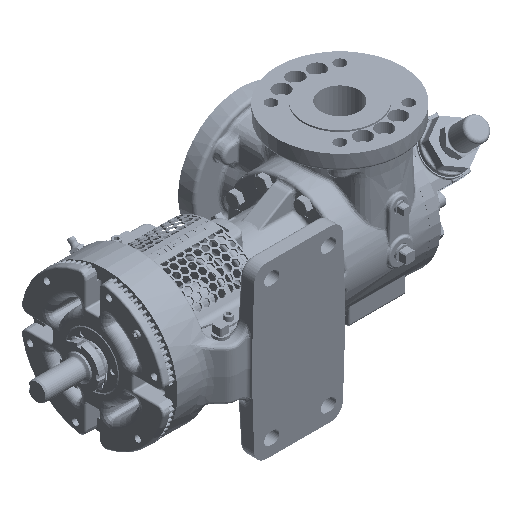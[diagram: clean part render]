
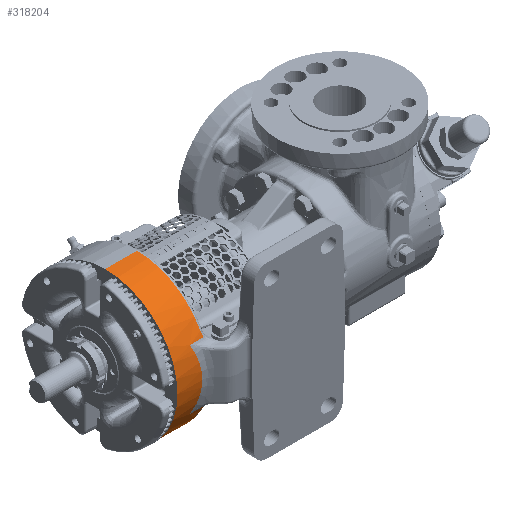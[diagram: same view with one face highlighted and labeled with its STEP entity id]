
A CAD part, isometric view. The second image highlights one B-rep face of the part: STEP entity #318204.
In plain terms, the highlighted cylindrical face has radius 73.025 mm (diameter 146.05 mm), a partial arc.
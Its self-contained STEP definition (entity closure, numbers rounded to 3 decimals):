
#895 = VERTEX_POINT ( 'NONE', #396566 ) ;
#4102 = EDGE_CURVE ( 'NONE', #299750, #375194, #142479, .T. ) ;
#8270 = CARTESIAN_POINT ( 'NONE',  ( -171.753, -66.471, 30.237 ) ) ;
#9849 = AXIS2_PLACEMENT_3D ( 'NONE', #287028, #255642, #383004 ) ;
#10913 = CARTESIAN_POINT ( 'NONE',  ( -158.005, -65.753, -31.781 ) ) ;
#11109 = AXIS2_PLACEMENT_3D ( 'NONE', #33331, #227117, #381661 ) ;
#11439 = CARTESIAN_POINT ( 'NONE',  ( -157.447, -66.471, 30.237 ) ) ;
#16162 = CARTESIAN_POINT ( 'NONE',  ( -158.315, -64.974, 33.344 ) ) ;
#22628 = ORIENTED_EDGE ( 'NONE', *, *, #130236, .T. ) ;
#33331 = CARTESIAN_POINT ( 'NONE',  ( -245.47, 0., 0. ) ) ;
#38647 = ORIENTED_EDGE ( 'NONE', *, *, #367921, .T. ) ;
#47504 = CARTESIAN_POINT ( 'NONE',  ( -158.005, -65.753, 31.781 ) ) ;
#49269 = EDGE_CURVE ( 'NONE', #69279, #299750, #344625, .T. ) ;
#55874 = VERTEX_POINT ( 'NONE', #353458 ) ;
#61034 = EDGE_CURVE ( 'NONE', #309150, #218373, #165997, .T. ) ;
#65859 = ORIENTED_EDGE ( 'NONE', *, *, #4102, .F. ) ;
#69279 = VERTEX_POINT ( 'NONE', #309080 ) ;
#69967 = ORIENTED_EDGE ( 'NONE', *, *, #131355, .T. ) ;
#71937 = ORIENTED_EDGE ( 'NONE', *, *, #180908, .T. ) ;
#73384 = CARTESIAN_POINT ( 'NONE',  ( -157.447, -66.471, -30.237 ) ) ;
#79561 = CARTESIAN_POINT ( 'NONE',  ( -165.205, -73.025, -10.471 ) ) ;
#80706 = CARTESIAN_POINT ( 'NONE',  ( -158.391, -64.564, 34.132 ) ) ;
#81004 = B_SPLINE_CURVE_WITH_KNOTS ( 'NONE', 3,
 ( #201638, #145284, #47504, #16162, #80706, #272609 ),
 .UNSPECIFIED., .F., .F.,
 ( 4, 2, 4 ),
 ( 0., 0.003, 0.005 ),
 .UNSPECIFIED. ) ;
#84519 = CARTESIAN_POINT ( 'NONE',  ( -190.5, 0., -73.025 ) ) ;
#84653 = DIRECTION ( 'NONE',  ( -1., 0., 0. ) ) ;
#85672 =( BOUNDED_CURVE ( )  B_SPLINE_CURVE ( 3, ( #236023, #179498, #79561, #206726 ),
 .UNSPECIFIED., .F., .T. ) 
 B_SPLINE_CURVE_WITH_KNOTS ( ( 4, 4 ),
 ( 2.764, 3.191 ),
 .UNSPECIFIED. ) 
 CURVE ( )  GEOMETRIC_REPRESENTATION_ITEM ( )  RATIONAL_B_SPLINE_CURVE ( ( 1., 0.985, 0.985, 1. ) ) 
 REPRESENTATION_ITEM ( '' )  );
#87522 = VECTOR ( 'NONE', #409222, 1000. ) ;
#101718 = CIRCLE ( 'NONE', #255082, 73.025 ) ;
#104652 = CARTESIAN_POINT ( 'NONE',  ( -158.315, -64.974, -33.344 ) ) ;
#107675 = VERTEX_POINT ( 'NONE', #252470 ) ;
#114772 = FACE_OUTER_BOUND ( 'NONE', #273829, .T. ) ;
#127716 = CARTESIAN_POINT ( 'NONE',  ( -165.812, -73.025, 0. ) ) ;
#130236 = EDGE_CURVE ( 'NONE', #310599, #134637, #85672, .T. ) ;
#131355 = EDGE_CURVE ( 'NONE', #55874, #201054, #215997, .T. ) ;
#134637 = VERTEX_POINT ( 'NONE', #127716 ) ;
#139491 = ORIENTED_EDGE ( 'NONE', *, *, #144742, .T. ) ;
#142479 = CIRCLE ( 'NONE', #255703, 73.025 ) ;
#144742 = EDGE_CURVE ( 'NONE', #107675, #310599, #364348, .T. ) ;
#145284 = CARTESIAN_POINT ( 'NONE',  ( -157.772, -66.122, 31.005 ) ) ;
#164877 = ORIENTED_EDGE ( 'NONE', *, *, #408869, .T. ) ;
#165997 = LINE ( 'NONE', #276412, #346661 ) ;
#168632 = DIRECTION ( 'NONE',  ( -1., 0., 0. ) ) ;
#179498 = CARTESIAN_POINT ( 'NONE',  ( -167.215, -70.807, -20.705 ) ) ;
#180824 = CARTESIAN_POINT ( 'NONE',  ( -158.391, 0., 0. ) ) ;
#180908 = EDGE_CURVE ( 'NONE', #218373, #55874, #81004, .T. ) ;
#183956 = VECTOR ( 'NONE', #84653, 1000. ) ;
#185933 = CARTESIAN_POINT ( 'NONE',  ( -245.47, 0., -73.025 ) ) ;
#189633 = CARTESIAN_POINT ( 'NONE',  ( -165.205, -73.025, 10.471 ) ) ;
#196346 = CARTESIAN_POINT ( 'NONE',  ( -157.772, -66.122, -31.005 ) ) ;
#201054 = VERTEX_POINT ( 'NONE', #267538 ) ;
#201638 = CARTESIAN_POINT ( 'NONE',  ( -157.447, -66.471, 30.237 ) ) ;
#205669 = ORIENTED_EDGE ( 'NONE', *, *, #258399, .T. ) ;
#206726 = CARTESIAN_POINT ( 'NONE',  ( -165.812, -73.025, 0. ) ) ;
#209591 = DIRECTION ( 'NONE',  ( 1., 0., 0. ) ) ;
#215997 = CIRCLE ( 'NONE', #9849, 73.025 ) ;
#218373 = VERTEX_POINT ( 'NONE', #11439 ) ;
#218776 = LINE ( 'NONE', #404554, #225903 ) ;
#220825 = DIRECTION ( 'NONE',  ( -1., 0., 0. ) ) ;
#225903 = VECTOR ( 'NONE', #220825, 1000. ) ;
#227117 = DIRECTION ( 'NONE',  ( -1., 0., 0. ) ) ;
#230825 = ORIENTED_EDGE ( 'NONE', *, *, #61034, .T. ) ;
#233945 = CARTESIAN_POINT ( 'NONE',  ( -158.391, -64.132, -34.924 ) ) ;
#236023 = CARTESIAN_POINT ( 'NONE',  ( -171.753, -66.471, -30.237 ) ) ;
#246616 = CARTESIAN_POINT ( 'NONE',  ( -171.753, -66.471, -30.237 ) ) ;
#252470 = CARTESIAN_POINT ( 'NONE',  ( -157.447, -66.471, -30.237 ) ) ;
#255082 = AXIS2_PLACEMENT_3D ( 'NONE', #180824, #308124, #404141 ) ;
#255642 = DIRECTION ( 'NONE',  ( -1., 0., 0. ) ) ;
#255703 = AXIS2_PLACEMENT_3D ( 'NONE', #295962, #168632, #258468 ) ;
#258399 = EDGE_CURVE ( 'NONE', #201054, #375194, #218776, .T. ) ;
#258468 = DIRECTION ( 'NONE',  ( 0., 1., 0. ) ) ;
#267538 = CARTESIAN_POINT ( 'NONE',  ( -158.391, 0., 73.025 ) ) ;
#272609 = CARTESIAN_POINT ( 'NONE',  ( -158.391, -64.132, 34.924 ) ) ;
#273829 = EDGE_LOOP ( 'NONE', ( #406764, #293901, #38647, #139491, #22628, #164877, #230825, #71937, #69967, #205669, #65859 ) ) ;
#274423 = B_SPLINE_CURVE_WITH_KNOTS ( 'NONE', 3,
 ( #233945, #361236, #104652, #10913, #196346, #73384 ),
 .UNSPECIFIED., .F., .F.,
 ( 4, 2, 4 ),
 ( 0., 0.003, 0.005 ),
 .UNSPECIFIED. ) ;
#276412 = CARTESIAN_POINT ( 'NONE',  ( -245.47, -66.471, 30.237 ) ) ;
#277436 = CYLINDRICAL_SURFACE ( 'NONE', #11109, 73.025 ) ;
#287028 = CARTESIAN_POINT ( 'NONE',  ( -158.391, 0., 0. ) ) ;
#293901 = ORIENTED_EDGE ( 'NONE', *, *, #393463, .T. ) ;
#295962 = CARTESIAN_POINT ( 'NONE',  ( -190.5, 0., 0. ) ) ;
#299750 = VERTEX_POINT ( 'NONE', #84519 ) ;
#308109 = CARTESIAN_POINT ( 'NONE',  ( -190.5, 0., 73.025 ) ) ;
#308124 = DIRECTION ( 'NONE',  ( -1., 0., 0. ) ) ;
#309080 = CARTESIAN_POINT ( 'NONE',  ( -158.391, 0., -73.025 ) ) ;
#309150 = VERTEX_POINT ( 'NONE', #356874 ) ;
#310599 = VERTEX_POINT ( 'NONE', #246616 ) ;
#316965 = CARTESIAN_POINT ( 'NONE',  ( -167.215, -70.807, 20.705 ) ) ;
#318204 = ADVANCED_FACE ( 'Defeatured_0_596', ( #114772 ), #277436, .T. ) ;
#344625 = LINE ( 'NONE', #185933, #87522 ) ;
#346661 = VECTOR ( 'NONE', #209591, 1000. ) ;
#353458 = CARTESIAN_POINT ( 'NONE',  ( -158.391, -64.132, 34.924 ) ) ;
#356538 = CARTESIAN_POINT ( 'NONE',  ( -165.812, -73.025, 0. ) ) ;
#356874 = CARTESIAN_POINT ( 'NONE',  ( -171.753, -66.471, 30.237 ) ) ;
#361236 = CARTESIAN_POINT ( 'NONE',  ( -158.391, -64.564, -34.132 ) ) ;
#364348 = LINE ( 'NONE', #370527, #183956 ) ;
#367921 = EDGE_CURVE ( 'NONE', #895, #107675, #274423, .T. ) ;
#370527 = CARTESIAN_POINT ( 'NONE',  ( -245.47, -66.471, -30.237 ) ) ;
#375194 = VERTEX_POINT ( 'NONE', #308109 ) ;
#381661 = DIRECTION ( 'NONE',  ( 0., 0., 1. ) ) ;
#383004 = DIRECTION ( 'NONE',  ( 0., 0., -1. ) ) ;
#393463 = EDGE_CURVE ( 'NONE', #69279, #895, #101718, .T. ) ;
#396566 = CARTESIAN_POINT ( 'NONE',  ( -158.391, -64.132, -34.924 ) ) ;
#404141 = DIRECTION ( 'NONE',  ( 0., 0., -1. ) ) ;
#404554 = CARTESIAN_POINT ( 'NONE',  ( -245.47, 0., 73.025 ) ) ;
#405398 =( BOUNDED_CURVE ( )  B_SPLINE_CURVE ( 3, ( #356538, #189633, #316965, #8270 ),
 .UNSPECIFIED., .F., .F. ) 
 B_SPLINE_CURVE_WITH_KNOTS ( ( 4, 4 ),
 ( 3.092, 3.519 ),
 .UNSPECIFIED. ) 
 CURVE ( )  GEOMETRIC_REPRESENTATION_ITEM ( )  RATIONAL_B_SPLINE_CURVE ( ( 1., 0.985, 0.985, 1. ) ) 
 REPRESENTATION_ITEM ( '' )  );
#406764 = ORIENTED_EDGE ( 'NONE', *, *, #49269, .F. ) ;
#408869 = EDGE_CURVE ( 'NONE', #134637, #309150, #405398, .T. ) ;
#409222 = DIRECTION ( 'NONE',  ( -1., 0., 0. ) ) ;
